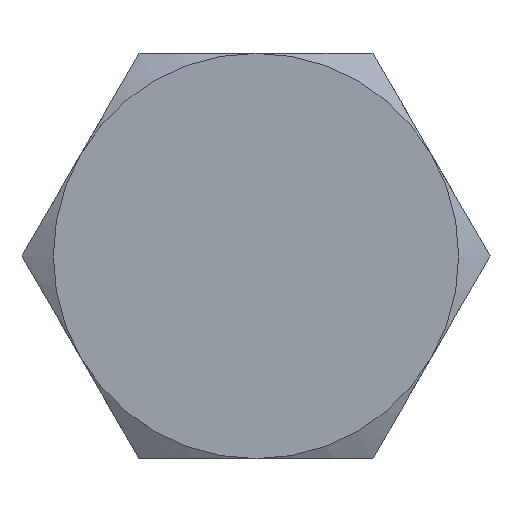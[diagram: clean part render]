
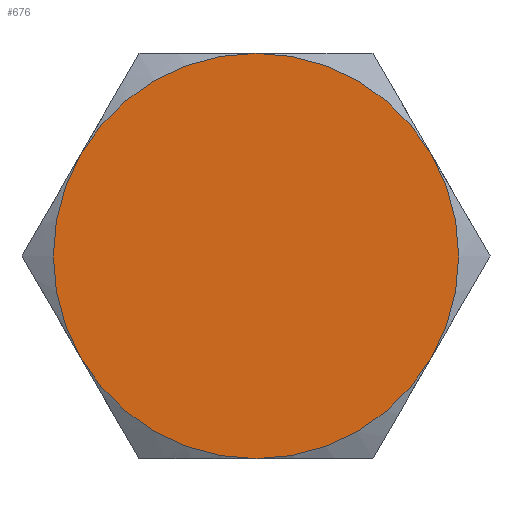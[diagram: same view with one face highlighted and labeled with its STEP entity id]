
A CAD part, front view. The second image highlights one B-rep face of the part: STEP entity #676.
In plain terms, the highlighted planar face has unit normal (0, -1, 0).
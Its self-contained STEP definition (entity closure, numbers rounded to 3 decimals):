
#2 = DIRECTION ( 'NONE',  ( 0., 0., -1. ) ) ;
#12 = DIRECTION ( 'NONE',  ( 0., 0., -1. ) ) ;
#24 = EDGE_CURVE ( 'NONE', #335, #289, #321, .T. ) ;
#51 = CIRCLE ( 'NONE', #908, 17. ) ;
#54 = FACE_OUTER_BOUND ( 'NONE', #166, .T. ) ;
#102 = DIRECTION ( 'NONE',  ( 0., 0., -1. ) ) ;
#128 = CARTESIAN_POINT ( 'NONE',  ( 0., 0., 17. ) ) ;
#131 = CARTESIAN_POINT ( 'NONE',  ( -14.722, 0., -8.5 ) ) ;
#153 = AXIS2_PLACEMENT_3D ( 'NONE', #562, #297, #2 ) ;
#166 = EDGE_LOOP ( 'NONE', ( #192, #318, #724, #428, #498, #355 ) ) ;
#192 = ORIENTED_EDGE ( 'NONE', *, *, #24, .T. ) ;
#199 = CARTESIAN_POINT ( 'NONE',  ( 17., 0., 0. ) ) ;
#246 = CARTESIAN_POINT ( 'NONE',  ( 0., 0., 0. ) ) ;
#283 = VERTEX_POINT ( 'NONE', #713 ) ;
#289 = VERTEX_POINT ( 'NONE', #677 ) ;
#294 = CARTESIAN_POINT ( 'NONE',  ( 0., 0., 0. ) ) ;
#297 = DIRECTION ( 'NONE',  ( 0., -1., 0. ) ) ;
#306 = VERTEX_POINT ( 'NONE', #131 ) ;
#310 = DIRECTION ( 'NONE',  ( 0., -1., 0. ) ) ;
#314 = DIRECTION ( 'NONE',  ( 0., 0., -1. ) ) ;
#318 = ORIENTED_EDGE ( 'NONE', *, *, #934, .T. ) ;
#321 = CIRCLE ( 'NONE', #760, 17. ) ;
#331 = CARTESIAN_POINT ( 'NONE',  ( -14.722, 0., 8.5 ) ) ;
#332 = AXIS2_PLACEMENT_3D ( 'NONE', #199, #737, #102 ) ;
#335 = VERTEX_POINT ( 'NONE', #771 ) ;
#342 = VERTEX_POINT ( 'NONE', #331 ) ;
#355 = ORIENTED_EDGE ( 'NONE', *, *, #550, .T. ) ;
#428 = ORIENTED_EDGE ( 'NONE', *, *, #945, .T. ) ;
#434 = DIRECTION ( 'NONE',  ( 0., 0., -1. ) ) ;
#439 = CIRCLE ( 'NONE', #968, 17. ) ;
#444 = PLANE ( 'NONE',  #332 ) ;
#471 = DIRECTION ( 'NONE',  ( 0., -1., 0. ) ) ;
#484 = CIRCLE ( 'NONE', #605, 17. ) ;
#498 = ORIENTED_EDGE ( 'NONE', *, *, #876, .T. ) ;
#516 = CARTESIAN_POINT ( 'NONE',  ( 0., 0., 0. ) ) ;
#541 = DIRECTION ( 'NONE',  ( 0., -1., 0. ) ) ;
#550 = EDGE_CURVE ( 'NONE', #306, #335, #51, .T. ) ;
#562 = CARTESIAN_POINT ( 'NONE',  ( 0., 0., 0. ) ) ;
#605 = AXIS2_PLACEMENT_3D ( 'NONE', #906, #471, #434 ) ;
#611 = VERTEX_POINT ( 'NONE', #128 ) ;
#676 = ADVANCED_FACE ( 'NONE', ( #54 ), #444, .T. ) ;
#677 = CARTESIAN_POINT ( 'NONE',  ( 14.722, 0., -8.5 ) ) ;
#713 = CARTESIAN_POINT ( 'NONE',  ( 14.722, 0., 8.5 ) ) ;
#724 = ORIENTED_EDGE ( 'NONE', *, *, #851, .T. ) ;
#737 = DIRECTION ( 'NONE',  ( 0., -1., 0. ) ) ;
#760 = AXIS2_PLACEMENT_3D ( 'NONE', #885, #884, #882 ) ;
#771 = CARTESIAN_POINT ( 'NONE',  ( 0., 0., -17. ) ) ;
#783 = AXIS2_PLACEMENT_3D ( 'NONE', #516, #541, #12 ) ;
#820 = CIRCLE ( 'NONE', #153, 17. ) ;
#851 = EDGE_CURVE ( 'NONE', #283, #611, #820, .T. ) ;
#876 = EDGE_CURVE ( 'NONE', #342, #306, #903, .T. ) ;
#882 = DIRECTION ( 'NONE',  ( 0., 0., -1. ) ) ;
#884 = DIRECTION ( 'NONE',  ( 0., -1., 0. ) ) ;
#885 = CARTESIAN_POINT ( 'NONE',  ( 0., 0., 0. ) ) ;
#903 = CIRCLE ( 'NONE', #783, 17. ) ;
#906 = CARTESIAN_POINT ( 'NONE',  ( 0., 0., 0. ) ) ;
#908 = AXIS2_PLACEMENT_3D ( 'NONE', #246, #976, #964 ) ;
#934 = EDGE_CURVE ( 'NONE', #289, #283, #484, .T. ) ;
#945 = EDGE_CURVE ( 'NONE', #611, #342, #439, .T. ) ;
#964 = DIRECTION ( 'NONE',  ( 0., 0., -1. ) ) ;
#968 = AXIS2_PLACEMENT_3D ( 'NONE', #294, #310, #314 ) ;
#976 = DIRECTION ( 'NONE',  ( 0., -1., 0. ) ) ;
